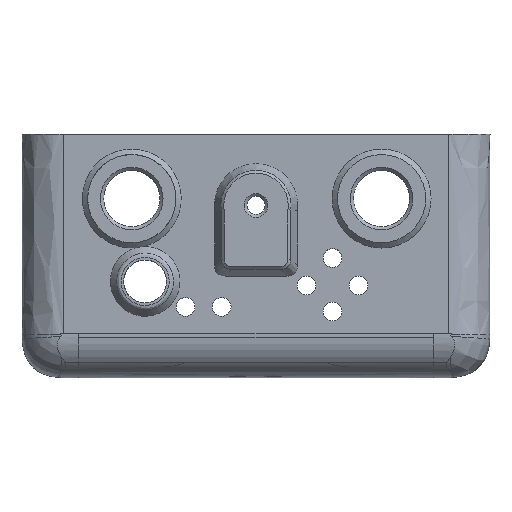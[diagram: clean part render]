
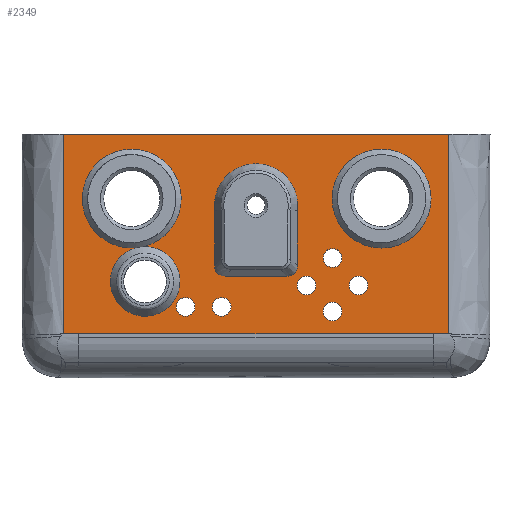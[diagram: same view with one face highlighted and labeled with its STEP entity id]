
A CAD part, top view. The second image highlights one B-rep face of the part: STEP entity #2349.
In plain terms, the highlighted planar face has unit normal (0, 0, 1).
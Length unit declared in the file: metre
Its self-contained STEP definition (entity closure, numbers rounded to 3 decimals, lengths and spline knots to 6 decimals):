
#90=B_SPLINE_CURVE_WITH_KNOTS('',3,(#3657,#3658,#3659,#3660,#3661,#3662,
#3663),.UNSPECIFIED.,.F.,.F.,(4,1,1,1,4),(0.,0.001614,0.003228,
0.004842,0.006456),.UNSPECIFIED.);
#91=B_SPLINE_CURVE_WITH_KNOTS('',3,(#3667,#3668,#3669,#3670,#3671,#3672,
#3673),.UNSPECIFIED.,.F.,.F.,(4,1,1,1,4),(0.,0.001614,0.003228,
0.004842,0.006456),.UNSPECIFIED.);
#92=B_SPLINE_CURVE_WITH_KNOTS('',3,(#3694,#3695,#3696,#3697),
 .UNSPECIFIED.,.F.,.F.,(4,4),(0.,0.994046),.UNSPECIFIED.);
#93=B_SPLINE_CURVE_WITH_KNOTS('',3,(#3706,#3707,#3708,#3709),
 .UNSPECIFIED.,.F.,.F.,(4,4),(0.005954,1.),.UNSPECIFIED.);
#237=LINE('',#3654,#363);
#238=LINE('',#3665,#364);
#239=LINE('',#3675,#365);
#240=LINE('',#3700,#366);
#241=LINE('',#3702,#367);
#242=LINE('',#3704,#368);
#243=LINE('',#3711,#369);
#363=VECTOR('',#2872,1.);
#364=VECTOR('',#2873,1.);
#365=VECTOR('',#2874,1.);
#366=VECTOR('',#2893,1.);
#367=VECTOR('',#2894,1.);
#368=VECTOR('',#2895,1.);
#369=VECTOR('',#2896,1.);
#443=PLANE('',#2539);
#645=ORIENTED_EDGE('',*,*,#1299,.T.);
#646=ORIENTED_EDGE('',*,*,#1300,.T.);
#647=ORIENTED_EDGE('',*,*,#1301,.T.);
#648=ORIENTED_EDGE('',*,*,#1302,.T.);
#649=ORIENTED_EDGE('',*,*,#1303,.T.);
#650=ORIENTED_EDGE('',*,*,#1304,.T.);
#651=ORIENTED_EDGE('',*,*,#1305,.T.);
#652=ORIENTED_EDGE('',*,*,#1306,.T.);
#653=ORIENTED_EDGE('',*,*,#1307,.T.);
#654=ORIENTED_EDGE('',*,*,#1308,.F.);
#655=ORIENTED_EDGE('',*,*,#1309,.F.);
#656=ORIENTED_EDGE('',*,*,#1310,.F.);
#657=ORIENTED_EDGE('',*,*,#1311,.F.);
#658=ORIENTED_EDGE('',*,*,#1312,.F.);
#659=ORIENTED_EDGE('',*,*,#1313,.F.);
#660=ORIENTED_EDGE('',*,*,#1314,.T.);
#661=ORIENTED_EDGE('',*,*,#1315,.T.);
#662=ORIENTED_EDGE('',*,*,#1316,.T.);
#663=ORIENTED_EDGE('',*,*,#1317,.T.);
#664=ORIENTED_EDGE('',*,*,#1318,.T.);
#665=ORIENTED_EDGE('',*,*,#1319,.T.);
#1299=EDGE_CURVE('',#1618,#1618,#1786,.F.);
#1300=EDGE_CURVE('',#1619,#1620,#237,.T.);
#1301=EDGE_CURVE('',#1620,#1621,#90,.T.);
#1302=EDGE_CURVE('',#1621,#1622,#238,.T.);
#1303=EDGE_CURVE('',#1622,#1623,#91,.T.);
#1304=EDGE_CURVE('',#1623,#1624,#239,.T.);
#1305=EDGE_CURVE('',#1624,#1619,#1787,.F.);
#1306=EDGE_CURVE('',#1625,#1626,#1788,.F.);
#1307=EDGE_CURVE('',#1626,#1625,#1789,.F.);
#1308=EDGE_CURVE('',#1627,#1627,#1790,.T.);
#1309=EDGE_CURVE('',#1628,#1628,#1791,.T.);
#1310=EDGE_CURVE('',#1629,#1629,#1792,.T.);
#1311=EDGE_CURVE('',#1630,#1630,#1793,.T.);
#1312=EDGE_CURVE('',#1631,#1631,#1794,.T.);
#1313=EDGE_CURVE('',#1632,#1632,#1795,.T.);
#1314=EDGE_CURVE('',#1633,#1634,#92,.T.);
#1315=EDGE_CURVE('',#1634,#1635,#240,.T.);
#1316=EDGE_CURVE('',#1635,#1636,#241,.T.);
#1317=EDGE_CURVE('',#1636,#1637,#242,.T.);
#1318=EDGE_CURVE('',#1637,#1638,#93,.T.);
#1319=EDGE_CURVE('',#1638,#1633,#243,.T.);
#1618=VERTEX_POINT('',#3653);
#1619=VERTEX_POINT('',#3655);
#1620=VERTEX_POINT('',#3656);
#1621=VERTEX_POINT('',#3664);
#1622=VERTEX_POINT('',#3666);
#1623=VERTEX_POINT('',#3674);
#1624=VERTEX_POINT('',#3676);
#1625=VERTEX_POINT('',#3679);
#1626=VERTEX_POINT('',#3680);
#1627=VERTEX_POINT('',#3683);
#1628=VERTEX_POINT('',#3685);
#1629=VERTEX_POINT('',#3687);
#1630=VERTEX_POINT('',#3689);
#1631=VERTEX_POINT('',#3691);
#1632=VERTEX_POINT('',#3693);
#1633=VERTEX_POINT('',#3698);
#1634=VERTEX_POINT('',#3699);
#1635=VERTEX_POINT('',#3701);
#1636=VERTEX_POINT('',#3703);
#1637=VERTEX_POINT('',#3705);
#1638=VERTEX_POINT('',#3710);
#1786=CIRCLE('',#2540,0.0185);
#1787=CIRCLE('',#2541,0.015579);
#1788=CIRCLE('',#2542,0.013);
#1789=CIRCLE('',#2543,0.0185);
#1790=CIRCLE('',#2544,0.0035);
#1791=CIRCLE('',#2545,0.0035);
#1792=CIRCLE('',#2546,0.0035);
#1793=CIRCLE('',#2547,0.0035);
#1794=CIRCLE('',#2548,0.0035);
#1795=CIRCLE('',#2549,0.0035);
#1886=EDGE_LOOP('',(#645));
#1887=EDGE_LOOP('',(#646,#647,#648,#649,#650,#651));
#1888=EDGE_LOOP('',(#652,#653));
#1889=EDGE_LOOP('',(#654));
#1890=EDGE_LOOP('',(#655));
#1891=EDGE_LOOP('',(#656));
#1892=EDGE_LOOP('',(#657));
#1893=EDGE_LOOP('',(#658));
#1894=EDGE_LOOP('',(#659));
#1895=EDGE_LOOP('',(#660,#661,#662,#663,#664,#665));
#2107=FACE_BOUND('',#1886,.T.);
#2108=FACE_BOUND('',#1887,.T.);
#2109=FACE_BOUND('',#1888,.T.);
#2110=FACE_BOUND('',#1889,.T.);
#2111=FACE_BOUND('',#1890,.T.);
#2112=FACE_BOUND('',#1891,.T.);
#2113=FACE_BOUND('',#1892,.T.);
#2114=FACE_BOUND('',#1893,.T.);
#2115=FACE_BOUND('',#1894,.T.);
#2116=FACE_BOUND('',#1895,.T.);
#2349=ADVANCED_FACE('',(#2107,#2108,#2109,#2110,#2111,#2112,#2113,#2114,
#2115,#2116),#443,.T.);
#2539=AXIS2_PLACEMENT_3D('',#3651,#2868,#2869);
#2540=AXIS2_PLACEMENT_3D('',#3652,#2870,#2871);
#2541=AXIS2_PLACEMENT_3D('',#3677,#2875,#2876);
#2542=AXIS2_PLACEMENT_3D('',#3678,#2877,#2878);
#2543=AXIS2_PLACEMENT_3D('',#3681,#2879,#2880);
#2544=AXIS2_PLACEMENT_3D('',#3682,#2881,#2882);
#2545=AXIS2_PLACEMENT_3D('',#3684,#2883,#2884);
#2546=AXIS2_PLACEMENT_3D('',#3686,#2885,#2886);
#2547=AXIS2_PLACEMENT_3D('',#3688,#2887,#2888);
#2548=AXIS2_PLACEMENT_3D('',#3690,#2889,#2890);
#2549=AXIS2_PLACEMENT_3D('',#3692,#2891,#2892);
#2868=DIRECTION('',(0.,0.,1.));
#2869=DIRECTION('',(0.,-1.,0.));
#2870=DIRECTION('',(0.,0.,1.));
#2871=DIRECTION('',(0.,-1.,0.));
#2872=DIRECTION('',(0.,-1.,0.));
#2873=DIRECTION('',(-1.,0.,0.));
#2874=DIRECTION('',(0.,1.,0.));
#2875=DIRECTION('',(0.,0.,1.));
#2876=DIRECTION('',(0.,-1.,0.));
#2877=DIRECTION('',(0.,0.,1.));
#2878=DIRECTION('',(0.,-1.,0.));
#2879=DIRECTION('',(0.,0.,1.));
#2880=DIRECTION('',(0.,-1.,0.));
#2881=DIRECTION('',(0.,0.,1.));
#2882=DIRECTION('',(0.,-1.,0.));
#2883=DIRECTION('',(0.,0.,1.));
#2884=DIRECTION('',(0.,-1.,0.));
#2885=DIRECTION('',(0.,0.,1.));
#2886=DIRECTION('',(0.,-1.,0.));
#2887=DIRECTION('',(0.,0.,1.));
#2888=DIRECTION('',(0.,-1.,0.));
#2889=DIRECTION('',(0.,0.,1.));
#2890=DIRECTION('',(0.,-1.,0.));
#2891=DIRECTION('',(0.,0.,1.));
#2892=DIRECTION('',(0.,-1.,0.));
#2893=DIRECTION('',(1.,0.,0.));
#2894=DIRECTION('',(1.,0.,0.));
#2895=DIRECTION('',(1.,0.,0.));
#2896=DIRECTION('',(-1.,0.,0.));
#3651=CARTESIAN_POINT('',(0.059973,0.065174,0.037249));
#3652=CARTESIAN_POINT('',(0.107,0.04,0.037249));
#3653=CARTESIAN_POINT('',(0.107,0.0215,0.037249));
#3654=CARTESIAN_POINT('',(0.075465,0.013517,0.037249));
#3655=CARTESIAN_POINT('',(0.075465,0.035572,0.037249));
#3656=CARTESIAN_POINT('',(0.075465,0.015028,0.037249));
#3657=CARTESIAN_POINT('',(0.075465,0.015028,0.037249));
#3658=CARTESIAN_POINT('',(0.075465,0.014485,0.037249));
#3659=CARTESIAN_POINT('',(0.075397,0.013403,0.037249));
#3660=CARTESIAN_POINT('',(0.074574,0.01191,0.037249));
#3661=CARTESIAN_POINT('',(0.0731,0.011092,0.037249));
#3662=CARTESIAN_POINT('',(0.071999,0.011017,0.037249));
#3663=CARTESIAN_POINT('',(0.071454,0.011017,0.037249));
#3664=CARTESIAN_POINT('',(0.071454,0.011017,0.037249));
#3665=CARTESIAN_POINT('',(0.059973,0.011017,0.037249));
#3666=CARTESIAN_POINT('',(0.048546,0.011017,0.037249));
#3667=CARTESIAN_POINT('',(0.048546,0.011017,0.037249));
#3668=CARTESIAN_POINT('',(0.048003,0.011017,0.037249));
#3669=CARTESIAN_POINT('',(0.046922,0.011085,0.037249));
#3670=CARTESIAN_POINT('',(0.045429,0.011908,0.037249));
#3671=CARTESIAN_POINT('',(0.04461,0.013381,0.037249));
#3672=CARTESIAN_POINT('',(0.044535,0.014482,0.037249));
#3673=CARTESIAN_POINT('',(0.044535,0.015028,0.037249));
#3674=CARTESIAN_POINT('',(0.044535,0.015028,0.037249));
#3675=CARTESIAN_POINT('',(0.044535,0.065174,0.037249));
#3676=CARTESIAN_POINT('',(0.044535,0.035572,0.037249));
#3677=CARTESIAN_POINT('',(0.06,0.03745,0.037249));
#3678=CARTESIAN_POINT('',(0.0185,0.009,0.037249));
#3679=CARTESIAN_POINT('',(0.017654,0.021972,0.037249));
#3680=CARTESIAN_POINT('',(0.015224,0.021581,0.037249));
#3681=CARTESIAN_POINT('',(0.0135,0.04,0.037249));
#3682=CARTESIAN_POINT('',(0.08865,-0.00225,0.037249));
#3683=CARTESIAN_POINT('',(0.08865,-0.00575,0.037249));
#3684=CARTESIAN_POINT('',(0.0984,0.0075,0.037249));
#3685=CARTESIAN_POINT('',(0.0984,0.004,0.037249));
#3686=CARTESIAN_POINT('',(0.08865,0.01775,0.037249));
#3687=CARTESIAN_POINT('',(0.08865,0.01425,0.037249));
#3688=CARTESIAN_POINT('',(0.0789,0.0075,0.037249));
#3689=CARTESIAN_POINT('',(0.0789,0.004,0.037249));
#3690=CARTESIAN_POINT('',(0.04715,-0.0005,0.037249));
#3691=CARTESIAN_POINT('',(0.04715,-0.004,0.037249));
#3692=CARTESIAN_POINT('',(0.03365,-0.0005,0.037249));
#3693=CARTESIAN_POINT('',(0.03365,-0.004,0.037249));
#3694=CARTESIAN_POINT('',(-0.012121,0.064149,0.037249));
#3695=CARTESIAN_POINT('',(-0.012121,0.039249,0.037249));
#3696=CARTESIAN_POINT('',(-0.012121,0.014348,0.037249));
#3697=CARTESIAN_POINT('',(-0.012121,-0.010553,0.037249));
#3698=CARTESIAN_POINT('',(-0.012121,0.064149,0.037249));
#3699=CARTESIAN_POINT('',(-0.012121,-0.010553,0.037249));
#3700=CARTESIAN_POINT('',(0.059973,-0.010553,0.037249));
#3701=CARTESIAN_POINT('',(-0.006275,-0.010553,0.037249));
#3702=CARTESIAN_POINT('',(-0.006277,-0.010553,0.037249));
#3703=CARTESIAN_POINT('',(0.126275,-0.010553,0.037249));
#3704=CARTESIAN_POINT('',(0.059973,-0.010553,0.037249));
#3705=CARTESIAN_POINT('',(0.132121,-0.010553,0.037249));
#3706=CARTESIAN_POINT('',(0.132121,-0.010553,0.037249));
#3707=CARTESIAN_POINT('',(0.132121,0.014348,0.037249));
#3708=CARTESIAN_POINT('',(0.132121,0.039249,0.037249));
#3709=CARTESIAN_POINT('',(0.132121,0.064149,0.037249));
#3710=CARTESIAN_POINT('',(0.132121,0.064149,0.037249));
#3711=CARTESIAN_POINT('',(-0.026174,0.064149,0.037249));
